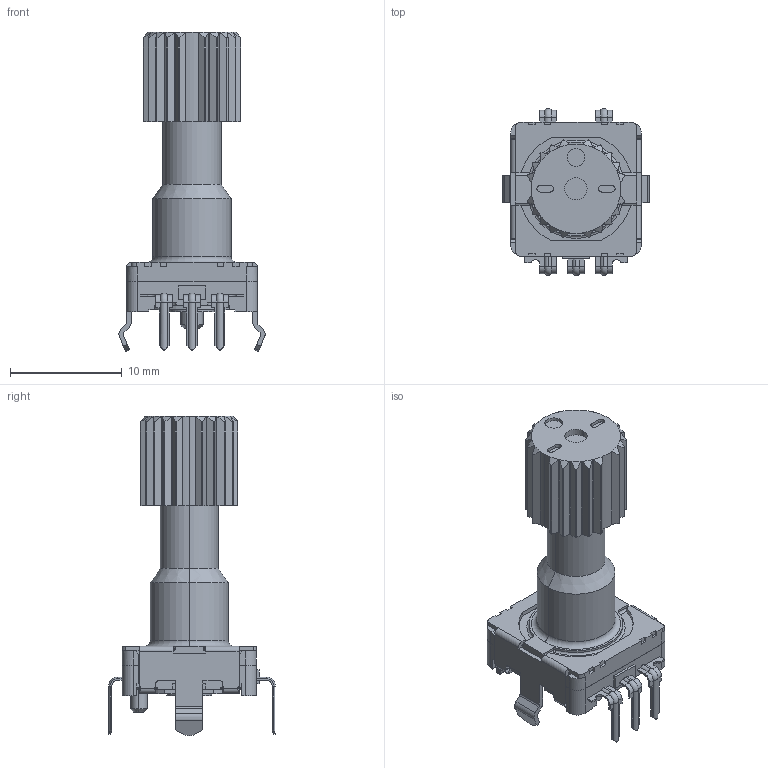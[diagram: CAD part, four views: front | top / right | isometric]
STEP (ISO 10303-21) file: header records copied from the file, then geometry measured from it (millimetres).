
FILE_DESCRIPTION (( 'STEP AP214' ), '1' );
FILE_NAME ('EC11M1565403.STEP', '2019-06-14T00:54:03', ( '' ), ( '' ), 'SwSTEP 2.0', 'SolidWorks 2017', '' );
FILE_SCHEMA (( 'AUTOMOTIVE_DESIGN' ));
Length unit declared in the file: millimetre
Products named in the file (1): EC11M1565403
Bounding box: 13.1 x 14.95 x 28.59 mm (x, y, z)
Volume: 1371.2 mm3; surface area: 1425.9 mm2
Topology: 1 solids, 2 shells, 714 faces, 1928 edges, 1220 vertices
Faces by surface type: plane 438, cylinder 212, cone 38, torus 14, bspline 8, sphere 4
Entity records: 28249 total; most frequent: CARTESIAN_POINT 4343, ORIENTED_EDGE 3848, DIRECTION 3664, EDGE_CURVE 1924, LINE 1350, VECTOR 1350, VERTEX_POINT 1220, AXIS2_PLACEMENT_3D 1157
